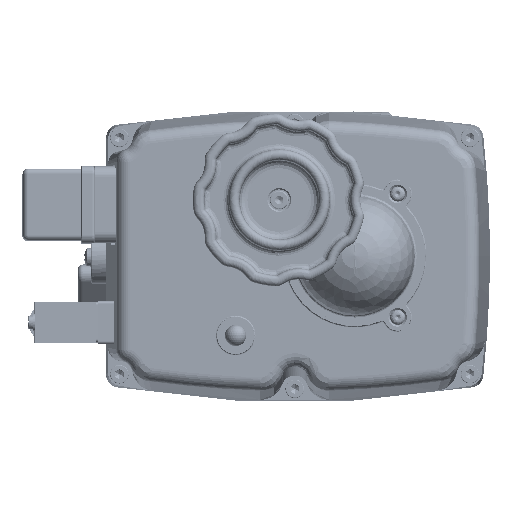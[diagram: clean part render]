
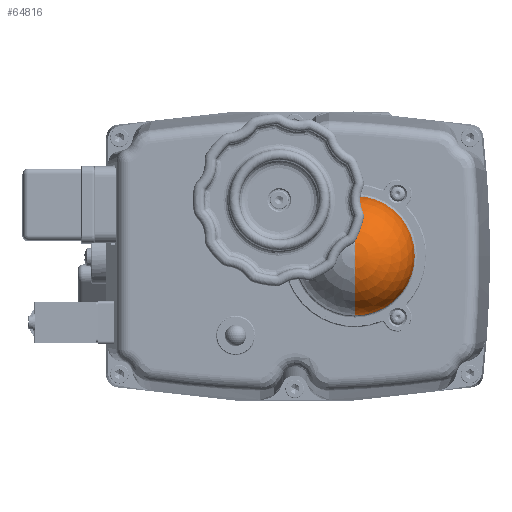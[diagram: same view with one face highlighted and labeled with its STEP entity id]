
A CAD part, top view. The second image highlights one B-rep face of the part: STEP entity #64816.
In plain terms, the highlighted spherical face has radius 22.5 mm.
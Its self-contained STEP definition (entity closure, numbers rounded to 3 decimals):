
#1500 = VERTEX_POINT ( 'NONE', #192877 ) ;
#19484 = DIRECTION ( 'NONE',  ( 1., 0., 0. ) ) ;
#33110 = CARTESIAN_POINT ( 'NONE',  ( 5.736, 22.387, 45.46 ) ) ;
#50882 = CARTESIAN_POINT ( 'NONE',  ( 5.736, 22.387, 46.232 ) ) ;
#54168 = EDGE_CURVE ( 'NONE', #184640, #1500, #178630, .T. ) ;
#63432 = EDGE_LOOP ( 'NONE', ( #182414, #67021 ) ) ;
#64816 = ADVANCED_FACE ( 'NONE', ( #216769 ), #182897, .T. ) ;
#67021 = ORIENTED_EDGE ( 'NONE', *, *, #87596, .F. ) ;
#87596 = EDGE_CURVE ( 'NONE', #184640, #1500, #201844, .T. ) ;
#101791 = DIRECTION ( 'NONE',  ( 0., 0., -1. ) ) ;
#115314 = DIRECTION ( 'NONE',  ( 0., 0., -1. ) ) ;
#116424 = DIRECTION ( 'NONE',  ( 0., 1., 0. ) ) ;
#132278 = CARTESIAN_POINT ( 'NONE',  ( 5.736, 22.387, 45.46 ) ) ;
#133703 = CARTESIAN_POINT ( 'NONE',  ( 5.736, 44.873, 46.232 ) ) ;
#136786 = DIRECTION ( 'NONE',  ( 0., -1., 0. ) ) ;
#173050 = DIRECTION ( 'NONE',  ( 0., 0., 1. ) ) ;
#178630 = CIRCLE ( 'NONE', #189518, 22.5 ) ;
#182414 = ORIENTED_EDGE ( 'NONE', *, *, #54168, .T. ) ;
#182897 = SPHERICAL_SURFACE ( 'NONE', #221231, 22.5 ) ;
#184640 = VERTEX_POINT ( 'NONE', #133703 ) ;
#189518 = AXIS2_PLACEMENT_3D ( 'NONE', #33110, #19484, #173050 ) ;
#192877 = CARTESIAN_POINT ( 'NONE',  ( 5.736, -0.1, 46.232 ) ) ;
#201844 = CIRCLE ( 'NONE', #223427, 22.487 ) ;
#216769 = FACE_OUTER_BOUND ( 'NONE', #63432, .T. ) ;
#221231 = AXIS2_PLACEMENT_3D ( 'NONE', #132278, #115314, #116424 ) ;
#223427 = AXIS2_PLACEMENT_3D ( 'NONE', #50882, #101791, #136786 ) ;
